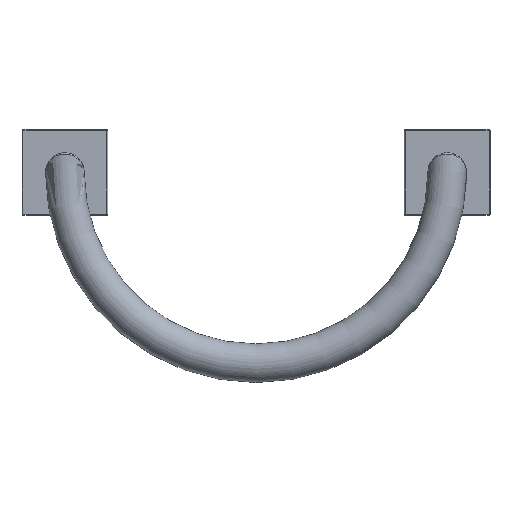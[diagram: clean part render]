
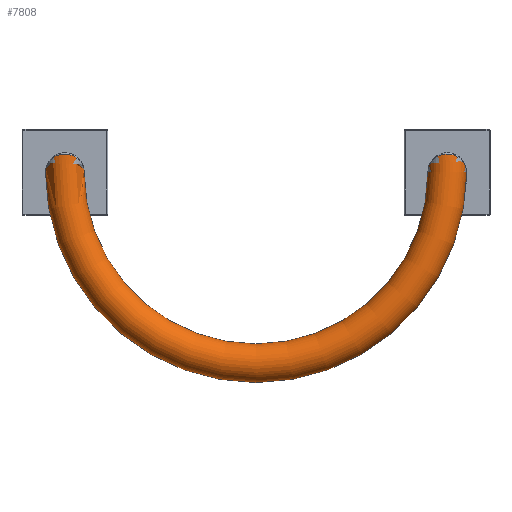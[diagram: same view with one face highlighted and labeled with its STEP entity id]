
A CAD part, top view. The second image highlights one B-rep face of the part: STEP entity #7808.
In plain terms, the highlighted toroidal (fillet/blend) face has major radius 99.06 mm and minor radius 9.995 mm.
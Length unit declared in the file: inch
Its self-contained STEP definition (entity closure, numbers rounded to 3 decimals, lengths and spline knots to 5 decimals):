
#7101=CARTESIAN_POINT('',(3.5065,0.,2.25));
#7102=CARTESIAN_POINT('',(3.5065,0.00801,2.25906));
#7103=CARTESIAN_POINT('',(3.50706,0.02542,2.27873));
#7104=CARTESIAN_POINT('',(3.51061,0.05581,2.31305));
#7105=CARTESIAN_POINT('',(3.51792,0.08974,2.35126));
#7106=CARTESIAN_POINT('',(3.53017,0.1268,2.3928));
#7107=CARTESIAN_POINT('',(3.54857,0.16633,2.43678));
#7108=CARTESIAN_POINT('',(3.57532,0.20855,2.48323));
#7109=CARTESIAN_POINT('',(3.61373,0.25375,2.53213));
#7110=CARTESIAN_POINT('',(3.67174,0.30152,2.58232));
#7111=CARTESIAN_POINT('',(3.74006,0.33787,2.61859));
#7112=CARTESIAN_POINT('',(3.80955,0.36001,2.63881));
#7113=CARTESIAN_POINT('',(3.88016,0.36996,2.64562));
#7114=CARTESIAN_POINT('',(3.95196,0.36797,2.63966));
#7115=CARTESIAN_POINT('',(4.02482,0.35294,2.62015));
#7116=CARTESIAN_POINT('',(4.09719,0.32374,2.58633));
#7117=CARTESIAN_POINT('',(4.16856,0.27484,2.53298));
#7118=CARTESIAN_POINT('',(4.21827,0.22138,2.47658));
#7119=CARTESIAN_POINT('',(4.25155,0.16994,2.42326));
#7120=CARTESIAN_POINT('',(4.27303,0.1216,2.37366));
#7121=CARTESIAN_POINT('',(4.28589,0.07693,2.32812));
#7122=CARTESIAN_POINT('',(4.29236,0.03612,2.28665));
#7123=CARTESIAN_POINT('',(4.2935,0.01155,2.26172));
#7124=CARTESIAN_POINT('',(4.2935,0.,2.25));
#7126=CARTESIAN_POINT('',(-4.2935,0.,2.25));
#7127=CARTESIAN_POINT('',(-4.2935,0.01151,
2.26168));
#7128=CARTESIAN_POINT('',(-4.29237,0.03598,
2.28652));
#7129=CARTESIAN_POINT('',(-4.28594,0.07673,
2.32791));
#7130=CARTESIAN_POINT('',(-4.27312,0.12132,
2.37338));
#7131=CARTESIAN_POINT('',(-4.25176,0.16954,
2.42284));
#7132=CARTESIAN_POINT('',(-4.21869,0.2208,
2.47598));
#7133=CARTESIAN_POINT('',(-4.16945,0.27404,
2.53212));
#7134=CARTESIAN_POINT('',(-4.09842,0.32308,
2.58559));
#7135=CARTESIAN_POINT('',(-4.02617,0.35253,
2.61965));
#7136=CARTESIAN_POINT('',(-3.95343,0.36779,
2.63939));
#7137=CARTESIAN_POINT('',(-3.88176,0.37004,
2.64562));
#7138=CARTESIAN_POINT('',(-3.81122,0.36038,
2.63912));
#7139=CARTESIAN_POINT('',(-3.74192,0.33862,
2.61931));
#7140=CARTESIAN_POINT('',(-3.67355,0.30275,
2.58358));
#7141=CARTESIAN_POINT('',(-3.61458,0.25467,
2.53311));
#7142=CARTESIAN_POINT('',(-3.57569,0.20908,
2.4838));
#7143=CARTESIAN_POINT('',(-3.5487,0.1666,
2.43708));
#7144=CARTESIAN_POINT('',(-3.53019,0.12686,
2.39287));
#7145=CARTESIAN_POINT('',(-3.51789,0.08964,
2.35115));
#7146=CARTESIAN_POINT('',(-3.51058,0.05562,
2.31283));
#7147=CARTESIAN_POINT('',(-3.50705,0.02524,
2.27853));
#7148=CARTESIAN_POINT('',(-3.5065,0.00794,
2.25897));
#7149=CARTESIAN_POINT('',(-3.5065,0.,2.25));
#7521=CARTESIAN_POINT('',(-4.2935,0.,2.25));
#7544=CARTESIAN_POINT('',(-3.5065,0.,2.25));
#7576=CARTESIAN_POINT('',(0.,0.,2.25));
#7577=DIRECTION('',(0.,0.,-1.));
#7578=DIRECTION('',(1.,0.,0.));
#7579=AXIS2_PLACEMENT_3D('',#7576,#7577,#7578);
#7606=CARTESIAN_POINT('',(0.,0.,2.25));
#7607=DIRECTION('',(0.,0.,1.));
#7608=DIRECTION('',(-1.,0.,0.));
#7609=AXIS2_PLACEMENT_3D('',#7606,#7607,#7608);
#7641=CARTESIAN_POINT('',(3.5065,0.,2.25));
#7664=CARTESIAN_POINT('',(4.2935,0.,2.25));
#7747=VERTEX_POINT('',#7641);
#7748=VERTEX_POINT('',#7664);
#7749=VERTEX_POINT('',#7521);
#7750=VERTEX_POINT('',#7544);
#7793=CARTESIAN_POINT('',(0.,0.,2.25));
#7794=DIRECTION('',(0.,0.,1.));
#7795=DIRECTION('',(0.,1.,0.));
#7796=AXIS2_PLACEMENT_3D('',#7793,#7794,#7795);
#7797=TOROIDAL_SURFACE('',#7796,3.9,0.3935);
#7799=ORIENTED_EDGE('',*,*,#7798,.T.);
#7801=ORIENTED_EDGE('',*,*,#7800,.F.);
#7803=ORIENTED_EDGE('',*,*,#7802,.T.);
#7805=ORIENTED_EDGE('',*,*,#7804,.F.);
#7806=EDGE_LOOP('',(#7799,#7801,#7803,#7805));
#7807=FACE_OUTER_BOUND('',#7806,.F.);
#7808=ADVANCED_FACE('',(#7807),#7797,.T.);
#7125=B_SPLINE_CURVE_WITH_KNOTS('',3,(#7101,#7102,#7103,#7104,#7105,#7106,#7107,
#7108,#7109,#7110,#7111,#7112,#7113,#7114,#7115,#7116,#7117,#7118,#7119,#7120,
#7121,#7122,#7123,#7124),.UNSPECIFIED.,.F.,.F.,(4,1,1,1,1,1,1,1,1,1,1,1,1,1,1,1,
1,1,1,1,1,4),(0.,0.04762,0.09524,0.14286,
0.19048,0.2381,0.28571,0.33333,
0.38095,0.42857,0.47619,0.52381,
0.57143,0.61905,0.66667,0.71429,
0.7619,0.80952,0.85714,0.90476,
0.95238,1.),.UNSPECIFIED.);
#7150=B_SPLINE_CURVE_WITH_KNOTS('',3,(#7126,#7127,#7128,#7129,#7130,#7131,#7132,
#7133,#7134,#7135,#7136,#7137,#7138,#7139,#7140,#7141,#7142,#7143,#7144,#7145,
#7146,#7147,#7148,#7149),.UNSPECIFIED.,.F.,.F.,(4,1,1,1,1,1,1,1,1,1,1,1,1,1,1,1,
1,1,1,1,1,4),(0.,0.04762,0.09524,0.14286,
0.19048,0.2381,0.28571,0.33333,
0.38095,0.42857,0.47619,0.52381,
0.57143,0.61905,0.66667,0.71429,
0.7619,0.80952,0.85714,0.90476,
0.95238,1.),.UNSPECIFIED.);
#7580=CIRCLE('',#7579,3.5065);
#7610=CIRCLE('',#7609,4.2935);
#7798=EDGE_CURVE('',#7747,#7748,#7125,.T.);
#7800=EDGE_CURVE('',#7749,#7748,#7610,.T.);
#7802=EDGE_CURVE('',#7749,#7750,#7150,.T.);
#7804=EDGE_CURVE('',#7747,#7750,#7580,.T.);
